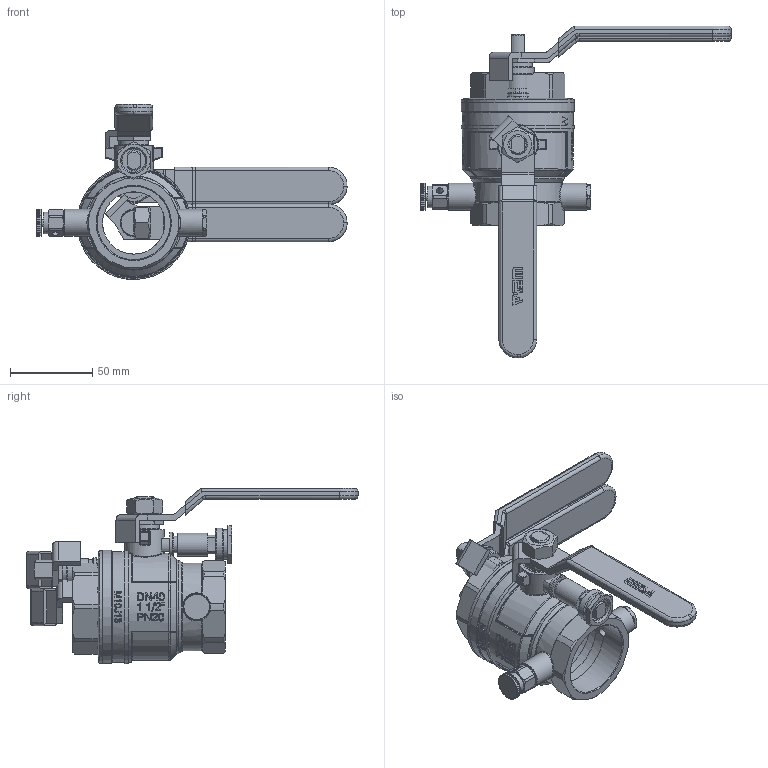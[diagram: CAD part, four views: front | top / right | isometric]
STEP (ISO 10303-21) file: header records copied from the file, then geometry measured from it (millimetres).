
FILE_DESCRIPTION( ( 'Unknown' ), '1' );
FILE_NAME( '704-08.stp', 'Unknown', ( 'Unknown' ), ( 'Unknown' ), 'PSStep 13.0', 'Unknown', ' ' );
FILE_SCHEMA( ( 'AUTOMOTIVE_DESIGN { 1 0 10303 214 1 1 1 1 }' ) );
Length unit declared in the file: millimetre
Products named in the file (13): 704-08_Körper zus.; Stahlgriff 1 1_4 - 1 1_2; 2.140.040_Spindel; Assem1; 2.140.040_Stopfbuchse; Stahl-Griff-u; Stahl-Griff; 2.147.040_Einschraubteil; Blindstopfen 1_4 ; 704-08_Körper; 704-08_Entlüftungs-Stopfen 1_4 ; WUERTH 032212 hexagonal nut DIN 934  M12 A2 BLK_EDST
Bounding box: 189 x 202.3 x 106.7 mm (x, y, z)
Volume: 352679.8 mm3; surface area: 232329.1 mm2
Topology: 28 solids, 28 shells, 2588 faces, 6585 edges, 4266 vertices
Faces by surface type: plane 1020, cylinder 751, bspline 474, cone 248, torus 51, sphere 38, revolution 6
Full cylindrical faces by diameter (mm): 4 x6, 5 x6, 9 x6, 10 x4, 10.106 x2, 11.445 x6, 13.157 x9, 14 x14, 14.1 x3, 14.5 x4, 15 x4, 16 x3, 16.5 x6, 18 x4, 18.376 x6, 20 x4, 24 x3, 38 x3, 44.845 x12, 50 x6, 57 x3, 60.376 x6, 62 x3, 65.5 x3, 67.5 x3, 69 x6
Entity records: 47419 total; most frequent: CARTESIAN_POINT 22384, ORIENTED_EDGE 4128, DIRECTION 3014, EDGE_CURVE 2064, VERTEX_POINT 1378, AXIS2_PLACEMENT_3D 1254, EDGE_LOOP 1014, B_SPLINE_CURVE_WITH_KNOTS 1004
